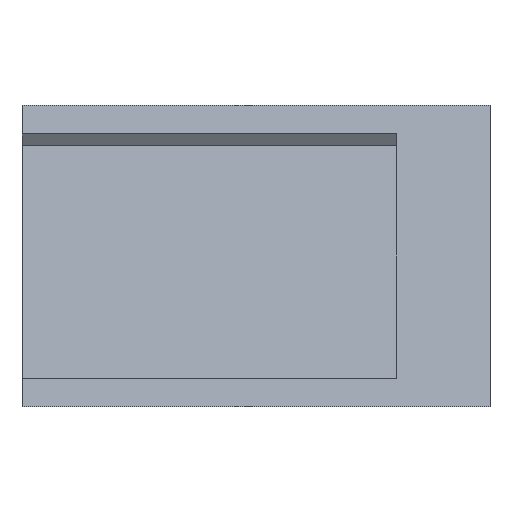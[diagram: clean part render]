
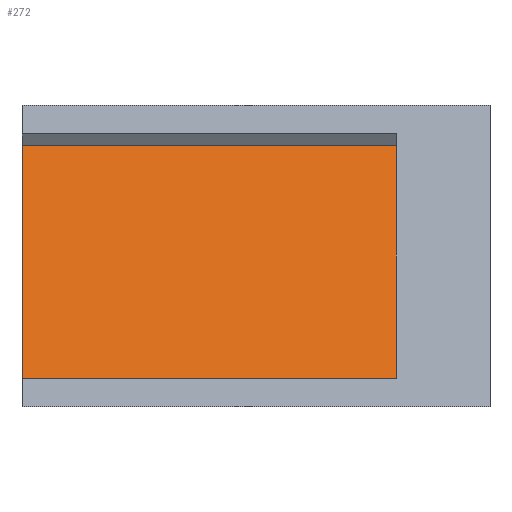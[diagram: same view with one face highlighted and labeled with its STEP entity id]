
A CAD part, front view. The second image highlights one B-rep face of the part: STEP entity #272.
In plain terms, the highlighted planar face has unit normal (0, -0.966, 0.259).
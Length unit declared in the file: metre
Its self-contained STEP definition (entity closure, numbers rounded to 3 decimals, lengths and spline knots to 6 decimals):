
#60=ORIENTED_EDGE('',*,*,#110,.F.);
#61=ORIENTED_EDGE('',*,*,#107,.F.);
#62=ORIENTED_EDGE('',*,*,#111,.T.);
#63=ORIENTED_EDGE('',*,*,#86,.F.);
#86=EDGE_CURVE('',#122,#123,#146,.T.);
#107=EDGE_CURVE('',#138,#139,#167,.T.);
#110=EDGE_CURVE('',#139,#122,#170,.T.);
#111=EDGE_CURVE('',#138,#123,#171,.T.);
#122=VERTEX_POINT('',#380);
#123=VERTEX_POINT('',#382);
#138=VERTEX_POINT('',#424);
#139=VERTEX_POINT('',#425);
#146=LINE('',#381,#182);
#167=LINE('',#423,#203);
#170=LINE('',#429,#206);
#171=LINE('',#431,#207);
#182=VECTOR('',#312,1.);
#203=VECTOR('',#345,1.);
#206=VECTOR('',#350,1.);
#207=VECTOR('',#353,1.);
#226=EDGE_LOOP('',(#60,#61,#62,#63));
#242=FACE_BOUND('',#226,.T.);
#257=PLANE('',#300);
#272=ADVANCED_FACE('',(#242),#257,.T.);
#300=AXIS2_PLACEMENT_3D('',#432,#354,#355);
#312=DIRECTION('',(0.,-0.259,-0.966));
#345=DIRECTION('',(0.,0.259,0.966));
#350=DIRECTION('',(1.,0.,0.));
#353=DIRECTION('',(1.,0.,0.));
#354=DIRECTION('',(0.,-0.966,0.259));
#355=DIRECTION('',(1.,0.,0.));
#380=CARTESIAN_POINT('',(0.12,0.011064,0.083793));
#381=CARTESIAN_POINT('',(0.12,0.000582,0.044673));
#382=CARTESIAN_POINT('',(0.12,-0.0099,0.005553));
#423=CARTESIAN_POINT('',(0.,0.000582,0.044673));
#424=CARTESIAN_POINT('',(0.,-0.0099,0.005553));
#425=CARTESIAN_POINT('',(0.,0.011064,0.083793));
#429=CARTESIAN_POINT('',(0.06,0.011064,0.083793));
#431=CARTESIAN_POINT('',(0.06,-0.0099,0.005553));
#432=CARTESIAN_POINT('',(0.075,0.000582,0.044673));
